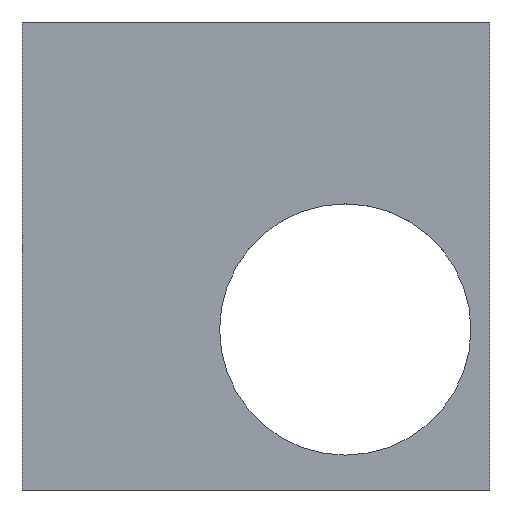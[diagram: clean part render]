
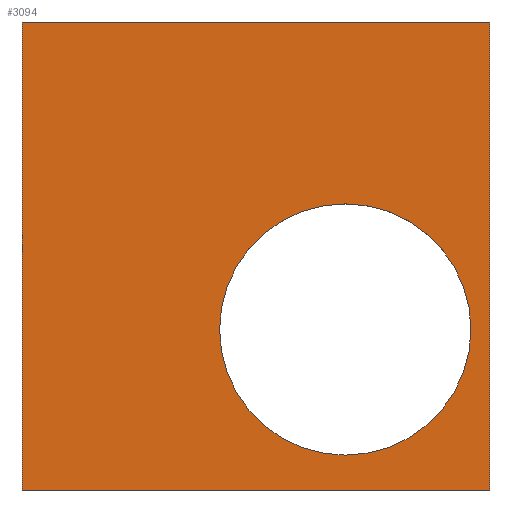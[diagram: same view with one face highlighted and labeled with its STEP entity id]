
A CAD part, front view. The second image highlights one B-rep face of the part: STEP entity #3094.
In plain terms, the highlighted planar face has unit normal (0, -1, 0).
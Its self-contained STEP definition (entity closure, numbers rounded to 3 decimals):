
#45 = CYLINDRICAL_SURFACE('',#46,12.379);
#46 = AXIS2_PLACEMENT_3D('',#47,#48,#49);
#47 = CARTESIAN_POINT('',(31.803,0.,15.81));
#48 = DIRECTION('',(0.,-1.,-0.));
#49 = DIRECTION('',(0.,0.,-1.));
#104 = PLANE('',#105);
#105 = AXIS2_PLACEMENT_3D('',#106,#107,#108);
#106 = CARTESIAN_POINT('',(0.,0.,0.));
#107 = DIRECTION('',(1.,0.,-0.));
#108 = DIRECTION('',(0.,0.,1.));
#334 = EDGE_CURVE('',#335,#335,#337,.T.);
#335 = VERTEX_POINT('',#336);
#336 = CARTESIAN_POINT('',(31.803,0.,3.431));
#337 = SURFACE_CURVE('',#338,(#343,#350),.PCURVE_S1.);
#338 = CIRCLE('',#339,12.379);
#339 = AXIS2_PLACEMENT_3D('',#340,#341,#342);
#340 = CARTESIAN_POINT('',(31.803,0.,15.81));
#341 = DIRECTION('',(0.,-1.,-0.));
#342 = DIRECTION('',(0.,0.,-1.));
#343 = PCURVE('',#45,#344);
#344 = DEFINITIONAL_REPRESENTATION('',(#345),#349);
#345 = LINE('',#346,#347);
#346 = CARTESIAN_POINT('',(0.,0.));
#347 = VECTOR('',#348,1.);
#348 = DIRECTION('',(1.,0.));
#349 = ( GEOMETRIC_REPRESENTATION_CONTEXT(2) 
PARAMETRIC_REPRESENTATION_CONTEXT() REPRESENTATION_CONTEXT('2D SPACE',''
  ) );
#350 = PCURVE('',#351,#356);
#351 = PLANE('',#352);
#352 = AXIS2_PLACEMENT_3D('',#353,#354,#355);
#353 = CARTESIAN_POINT('',(0.,0.,0.));
#354 = DIRECTION('',(-0.,1.,0.));
#355 = DIRECTION('',(0.,0.,1.));
#356 = DEFINITIONAL_REPRESENTATION('',(#357),#365);
#357 = ( BOUNDED_CURVE() B_SPLINE_CURVE(2,(#358,#359,#360,#361,#362,#363
,#364),.UNSPECIFIED.,.T.,.F.) B_SPLINE_CURVE_WITH_KNOTS((1,2,2,2,2,1),(
    -2.094,0.,2.094,4.189,6.283,
8.378),.UNSPECIFIED.) CURVE() GEOMETRIC_REPRESENTATION_ITEM() 
RATIONAL_B_SPLINE_CURVE((1.,0.5,1.,0.5,1.,0.5,1.)) REPRESENTATION_ITEM(
  '') );
#358 = CARTESIAN_POINT('',(3.431,31.803));
#359 = CARTESIAN_POINT('',(3.431,53.244));
#360 = CARTESIAN_POINT('',(22.,42.523));
#361 = CARTESIAN_POINT('',(40.568,31.803));
#362 = CARTESIAN_POINT('',(22.,21.082));
#363 = CARTESIAN_POINT('',(3.431,10.362));
#364 = CARTESIAN_POINT('',(3.431,31.803));
#365 = ( GEOMETRIC_REPRESENTATION_CONTEXT(2) 
PARAMETRIC_REPRESENTATION_CONTEXT() REPRESENTATION_CONTEXT('2D SPACE',''
  ) );
#2512 = PLANE('',#2513);
#2513 = AXIS2_PLACEMENT_3D('',#2514,#2515,#2516);
#2514 = CARTESIAN_POINT('',(46.021,0.,0.));
#2515 = DIRECTION('',(1.,0.,-0.));
#2516 = DIRECTION('',(0.,0.,1.));
#2673 = PLANE('',#2674);
#2674 = AXIS2_PLACEMENT_3D('',#2675,#2676,#2677);
#2675 = CARTESIAN_POINT('',(0.,0.,46.1));
#2676 = DIRECTION('',(0.,0.,1.));
#2677 = DIRECTION('',(1.,0.,-0.));
#2747 = PLANE('',#2748);
#2748 = AXIS2_PLACEMENT_3D('',#2749,#2750,#2751);
#2749 = CARTESIAN_POINT('',(0.,0.,0.));
#2750 = DIRECTION('',(0.,0.,1.));
#2751 = DIRECTION('',(1.,0.,-0.));
#2867 = EDGE_CURVE('',#2868,#2870,#2872,.T.);
#2868 = VERTEX_POINT('',#2869);
#2869 = CARTESIAN_POINT('',(0.,0.,0.));
#2870 = VERTEX_POINT('',#2871);
#2871 = CARTESIAN_POINT('',(0.,0.,46.1));
#2872 = SURFACE_CURVE('',#2873,(#2877,#2884),.PCURVE_S1.);
#2873 = LINE('',#2874,#2875);
#2874 = CARTESIAN_POINT('',(0.,0.,0.));
#2875 = VECTOR('',#2876,1.);
#2876 = DIRECTION('',(0.,0.,1.));
#2877 = PCURVE('',#104,#2878);
#2878 = DEFINITIONAL_REPRESENTATION('',(#2879),#2883);
#2879 = LINE('',#2880,#2881);
#2880 = CARTESIAN_POINT('',(0.,0.));
#2881 = VECTOR('',#2882,1.);
#2882 = DIRECTION('',(1.,0.));
#2883 = ( GEOMETRIC_REPRESENTATION_CONTEXT(2) 
PARAMETRIC_REPRESENTATION_CONTEXT() REPRESENTATION_CONTEXT('2D SPACE',''
  ) );
#2884 = PCURVE('',#351,#2885);
#2885 = DEFINITIONAL_REPRESENTATION('',(#2886),#2890);
#2886 = LINE('',#2887,#2888);
#2887 = CARTESIAN_POINT('',(0.,0.));
#2888 = VECTOR('',#2889,1.);
#2889 = DIRECTION('',(1.,0.));
#2890 = ( GEOMETRIC_REPRESENTATION_CONTEXT(2) 
PARAMETRIC_REPRESENTATION_CONTEXT() REPRESENTATION_CONTEXT('2D SPACE',''
  ) );
#3094 = ADVANCED_FACE('24',(#3095,#3165),#351,.F.);
#3095 = FACE_BOUND('',#3096,.F.);
#3096 = EDGE_LOOP('',(#3097,#3120,#3121,#3144));
#3097 = ORIENTED_EDGE('',*,*,#3098,.F.);
#3098 = EDGE_CURVE('',#2868,#3099,#3101,.T.);
#3099 = VERTEX_POINT('',#3100);
#3100 = CARTESIAN_POINT('',(46.021,0.,0.));
#3101 = SURFACE_CURVE('',#3102,(#3106,#3113),.PCURVE_S1.);
#3102 = LINE('',#3103,#3104);
#3103 = CARTESIAN_POINT('',(0.,0.,0.));
#3104 = VECTOR('',#3105,1.);
#3105 = DIRECTION('',(1.,0.,-0.));
#3106 = PCURVE('',#351,#3107);
#3107 = DEFINITIONAL_REPRESENTATION('',(#3108),#3112);
#3108 = LINE('',#3109,#3110);
#3109 = CARTESIAN_POINT('',(0.,0.));
#3110 = VECTOR('',#3111,1.);
#3111 = DIRECTION('',(0.,1.));
#3112 = ( GEOMETRIC_REPRESENTATION_CONTEXT(2) 
PARAMETRIC_REPRESENTATION_CONTEXT() REPRESENTATION_CONTEXT('2D SPACE',''
  ) );
#3113 = PCURVE('',#2747,#3114);
#3114 = DEFINITIONAL_REPRESENTATION('',(#3115),#3119);
#3115 = LINE('',#3116,#3117);
#3116 = CARTESIAN_POINT('',(0.,0.));
#3117 = VECTOR('',#3118,1.);
#3118 = DIRECTION('',(1.,0.));
#3119 = ( GEOMETRIC_REPRESENTATION_CONTEXT(2) 
PARAMETRIC_REPRESENTATION_CONTEXT() REPRESENTATION_CONTEXT('2D SPACE',''
  ) );
#3120 = ORIENTED_EDGE('',*,*,#2867,.T.);
#3121 = ORIENTED_EDGE('',*,*,#3122,.T.);
#3122 = EDGE_CURVE('',#2870,#3123,#3125,.T.);
#3123 = VERTEX_POINT('',#3124);
#3124 = CARTESIAN_POINT('',(46.021,0.,46.1));
#3125 = SURFACE_CURVE('',#3126,(#3130,#3137),.PCURVE_S1.);
#3126 = LINE('',#3127,#3128);
#3127 = CARTESIAN_POINT('',(0.,0.,46.1));
#3128 = VECTOR('',#3129,1.);
#3129 = DIRECTION('',(1.,0.,-0.));
#3130 = PCURVE('',#351,#3131);
#3131 = DEFINITIONAL_REPRESENTATION('',(#3132),#3136);
#3132 = LINE('',#3133,#3134);
#3133 = CARTESIAN_POINT('',(46.1,0.));
#3134 = VECTOR('',#3135,1.);
#3135 = DIRECTION('',(0.,1.));
#3136 = ( GEOMETRIC_REPRESENTATION_CONTEXT(2) 
PARAMETRIC_REPRESENTATION_CONTEXT() REPRESENTATION_CONTEXT('2D SPACE',''
  ) );
#3137 = PCURVE('',#2673,#3138);
#3138 = DEFINITIONAL_REPRESENTATION('',(#3139),#3143);
#3139 = LINE('',#3140,#3141);
#3140 = CARTESIAN_POINT('',(0.,0.));
#3141 = VECTOR('',#3142,1.);
#3142 = DIRECTION('',(1.,0.));
#3143 = ( GEOMETRIC_REPRESENTATION_CONTEXT(2) 
PARAMETRIC_REPRESENTATION_CONTEXT() REPRESENTATION_CONTEXT('2D SPACE',''
  ) );
#3144 = ORIENTED_EDGE('',*,*,#3145,.F.);
#3145 = EDGE_CURVE('',#3099,#3123,#3146,.T.);
#3146 = SURFACE_CURVE('',#3147,(#3151,#3158),.PCURVE_S1.);
#3147 = LINE('',#3148,#3149);
#3148 = CARTESIAN_POINT('',(46.021,0.,0.));
#3149 = VECTOR('',#3150,1.);
#3150 = DIRECTION('',(0.,0.,1.));
#3151 = PCURVE('',#351,#3152);
#3152 = DEFINITIONAL_REPRESENTATION('',(#3153),#3157);
#3153 = LINE('',#3154,#3155);
#3154 = CARTESIAN_POINT('',(0.,46.021));
#3155 = VECTOR('',#3156,1.);
#3156 = DIRECTION('',(1.,0.));
#3157 = ( GEOMETRIC_REPRESENTATION_CONTEXT(2) 
PARAMETRIC_REPRESENTATION_CONTEXT() REPRESENTATION_CONTEXT('2D SPACE',''
  ) );
#3158 = PCURVE('',#2512,#3159);
#3159 = DEFINITIONAL_REPRESENTATION('',(#3160),#3164);
#3160 = LINE('',#3161,#3162);
#3161 = CARTESIAN_POINT('',(0.,0.));
#3162 = VECTOR('',#3163,1.);
#3163 = DIRECTION('',(1.,0.));
#3164 = ( GEOMETRIC_REPRESENTATION_CONTEXT(2) 
PARAMETRIC_REPRESENTATION_CONTEXT() REPRESENTATION_CONTEXT('2D SPACE',''
  ) );
#3165 = FACE_BOUND('',#3166,.F.);
#3166 = EDGE_LOOP('',(#3167));
#3167 = ORIENTED_EDGE('',*,*,#334,.T.);
